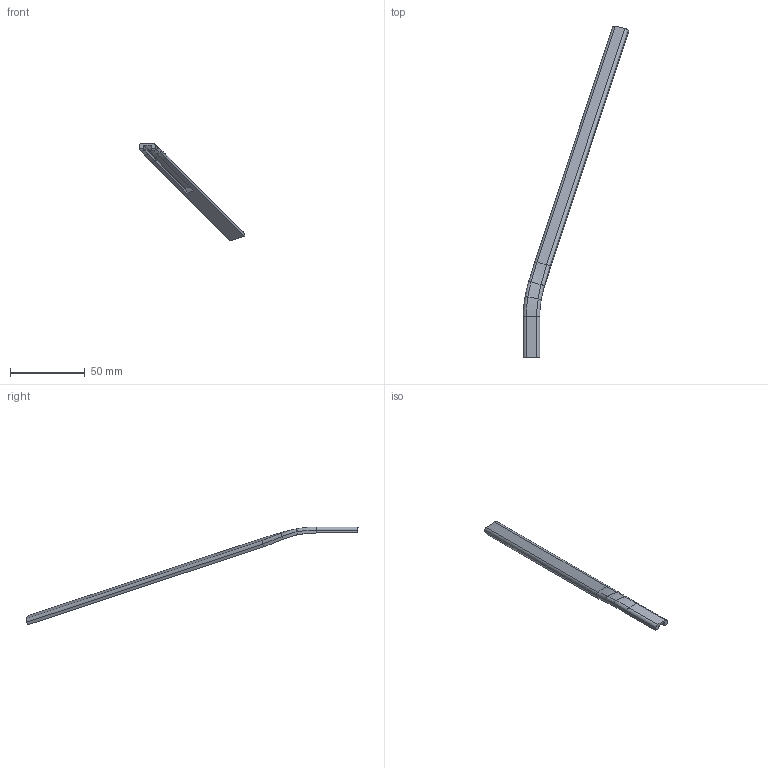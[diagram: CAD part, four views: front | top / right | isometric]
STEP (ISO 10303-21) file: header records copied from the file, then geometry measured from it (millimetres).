
FILE_DESCRIPTION(/* description */ (''),/* implementation_level */ '2;1');
FILE_NAME(/* name */ 'SV06_lighting_stick_right_front.step',/* time_stamp */ '2024-02-10T00:00:00.000Z',/* author */ (''),/* organization */ (''),/* preprocessor_version */ 'ST-DEVELOPER v20',/* originating_system */ 'Autodesk Translation Framework v12.14.0.127',/* authorisation */ '');
FILE_SCHEMA (('AUTOMOTIVE_DESIGN { 1 0 10303 214 3 1 1 }'));
Length unit declared in the file: millimetre
Products named in the file (1): LED Strip Mount
Bounding box: 70.63 x 222.32 x 65.61 mm (x, y, z)
Volume: 8463.2 mm3; surface area: 7442.6 mm2
Topology: 1 solids, 1 shells, 62 faces, 150 edges, 90 vertices
Faces by surface type: bspline 24, plane 18, cone 8, cylinder 8, torus 4
Entity records: 2144 total; most frequent: CARTESIAN_POINT 767, ORIENTED_EDGE 300, DIRECTION 248, EDGE_CURVE 150, VERTEX_POINT 90, AXIS2_PLACEMENT_3D 83, LINE 82, VECTOR 82
